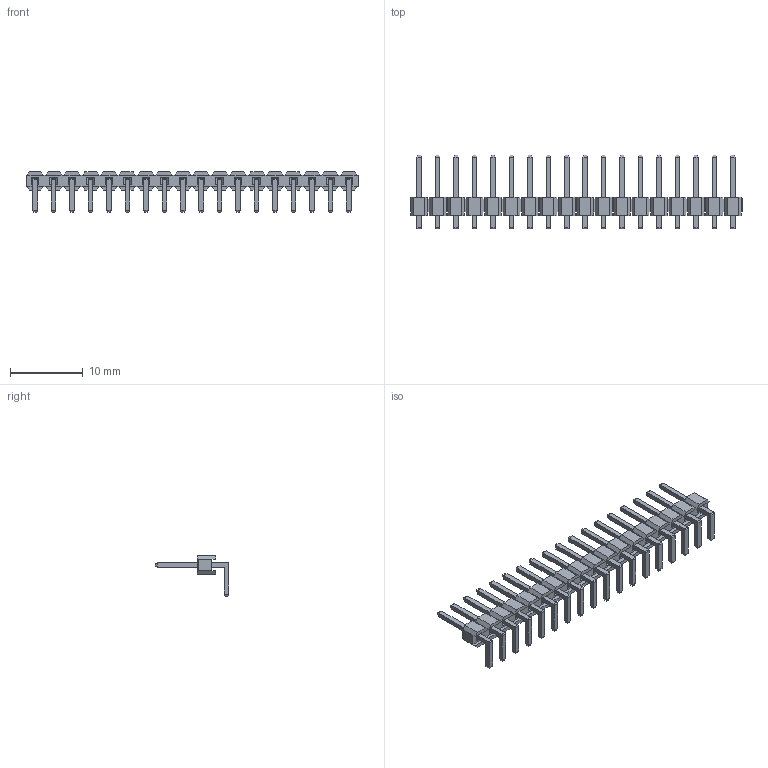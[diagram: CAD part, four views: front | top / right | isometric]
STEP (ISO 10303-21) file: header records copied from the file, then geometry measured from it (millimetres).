
FILE_DESCRIPTION (( 'STEP AP203' ), '1' );
FILE_NAME ('_ _ _C018SBAN-M71RC.STEP', '2017-07-21T07:55:07', ( 'LUANN HERRING' ), ( 'SULLINS' ), 'SwSTEP 2.0', 'SolidWorks 2016', '' );
FILE_SCHEMA (( 'CONFIG_CONTROL_DESIGN' ));
Length unit declared in the file: inch
Products named in the file (2): _ _ _C018SBAN-M71RC
Bounding box: 45.72 x 10.18 x 5.59 mm (x, y, z)
Volume: 313 mm3; surface area: 1260.7 mm2
Topology: 19 solids, 19 shells, 762 faces, 1812 edges, 1088 vertices
Faces by surface type: plane 726, cylinder 36
Entity records: 21301 total; most frequent: CARTESIAN_POINT 3664, ORIENTED_EDGE 3624, DIRECTION 3412, EDGE_CURVE 1812, VECTOR 1740, LINE 1740, VERTEX_POINT 1088, AXIS2_PLACEMENT_3D 836
